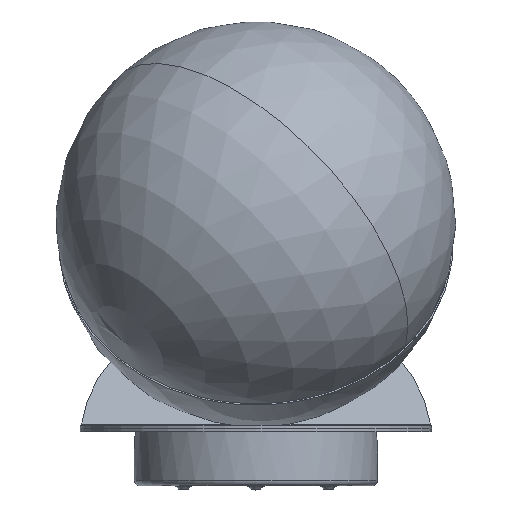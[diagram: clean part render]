
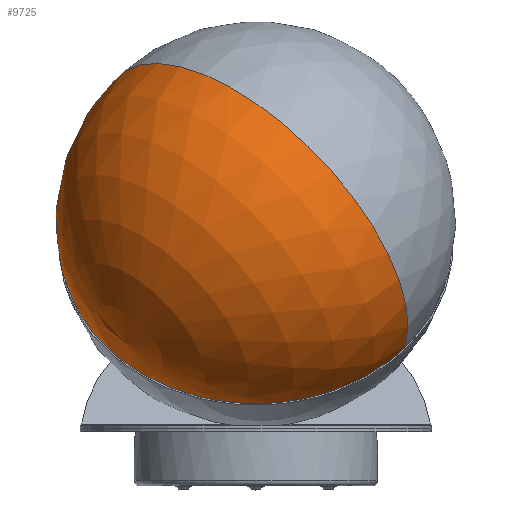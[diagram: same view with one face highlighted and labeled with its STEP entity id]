
A CAD part, top view. The second image highlights one B-rep face of the part: STEP entity #9725.
In plain terms, the highlighted spherical face has radius 74 mm.
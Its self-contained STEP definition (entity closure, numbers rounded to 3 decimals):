
#417 = AXIS2_PLACEMENT_3D ( 'NONE', #2035, #7415, #6733 ) ;
#1155 = FACE_OUTER_BOUND ( 'NONE', #9097, .T. ) ;
#1246 = ORIENTED_EDGE ( 'NONE', *, *, #5061, .F. ) ;
#1545 = VERTEX_POINT ( 'NONE', #9994 ) ;
#1726 = CIRCLE ( 'NONE', #9538, 74. ) ;
#2003 = EDGE_CURVE ( 'NONE', #7232, #9622, #1726, .T. ) ;
#2035 = CARTESIAN_POINT ( 'NONE',  ( 0., 0., 0. ) ) ;
#2044 = AXIS2_PLACEMENT_3D ( 'NONE', #9661, #9630, #2632 ) ;
#2203 = CIRCLE ( 'NONE', #3283, 74. ) ;
#2264 = DIRECTION ( 'NONE',  ( 0., 0., -1. ) ) ;
#2632 = DIRECTION ( 'NONE',  ( 0., 0., -1. ) ) ;
#2869 = DIRECTION ( 'NONE',  ( 0., 0., 1. ) ) ;
#3049 = DIRECTION ( 'NONE',  ( 0., 1., 0. ) ) ;
#3283 = AXIS2_PLACEMENT_3D ( 'NONE', #8367, #2869, #9144 ) ;
#3405 = EDGE_CURVE ( 'NONE', #7232, #1545, #4472, .T. ) ;
#4472 = CIRCLE ( 'NONE', #8382, 25. ) ;
#4672 = DIRECTION ( 'NONE',  ( -1., 0., 0. ) ) ;
#5061 = EDGE_CURVE ( 'NONE', #9681, #9622, #2203, .T. ) ;
#5829 = CARTESIAN_POINT ( 'NONE',  ( -25., 69.649, 0. ) ) ;
#6115 = ORIENTED_EDGE ( 'NONE', *, *, #2003, .T. ) ;
#6670 = CIRCLE ( 'NONE', #2044, 25. ) ;
#6733 = DIRECTION ( 'NONE',  ( -1., 0., 0. ) ) ;
#7232 = VERTEX_POINT ( 'NONE', #8697 ) ;
#7415 = DIRECTION ( 'NONE',  ( 0., 0., -1. ) ) ;
#7478 = ORIENTED_EDGE ( 'NONE', *, *, #3405, .F. ) ;
#7520 = SPHERICAL_SURFACE ( 'NONE', #417, 74. ) ;
#7724 = CARTESIAN_POINT ( 'NONE',  ( 0., 69.649, 0. ) ) ;
#8172 = CARTESIAN_POINT ( 'NONE',  ( 0., -74., 0. ) ) ;
#8367 = CARTESIAN_POINT ( 'NONE',  ( 0., 0., 0. ) ) ;
#8382 = AXIS2_PLACEMENT_3D ( 'NONE', #7724, #3049, #9937 ) ;
#8458 = ORIENTED_EDGE ( 'NONE', *, *, #9600, .F. ) ;
#8697 = CARTESIAN_POINT ( 'NONE',  ( 25., 69.649, 0. ) ) ;
#9097 = EDGE_LOOP ( 'NONE', ( #7478, #6115, #1246, #8458 ) ) ;
#9144 = DIRECTION ( 'NONE',  ( 1., 0., 0. ) ) ;
#9300 = CARTESIAN_POINT ( 'NONE',  ( 0., 0., 0. ) ) ;
#9538 = AXIS2_PLACEMENT_3D ( 'NONE', #9300, #2264, #4672 ) ;
#9600 = EDGE_CURVE ( 'NONE', #1545, #9681, #6670, .T. ) ;
#9622 = VERTEX_POINT ( 'NONE', #8172 ) ;
#9630 = DIRECTION ( 'NONE',  ( 0., 1., 0. ) ) ;
#9661 = CARTESIAN_POINT ( 'NONE',  ( 0., 69.649, 0. ) ) ;
#9681 = VERTEX_POINT ( 'NONE', #5829 ) ;
#9725 = ADVANCED_FACE ( 'NONE', ( #1155 ), #7520, .T. ) ;
#9937 = DIRECTION ( 'NONE',  ( 0., 0., -1. ) ) ;
#9994 = CARTESIAN_POINT ( 'NONE',  ( 0., 69.649, -25. ) ) ;
